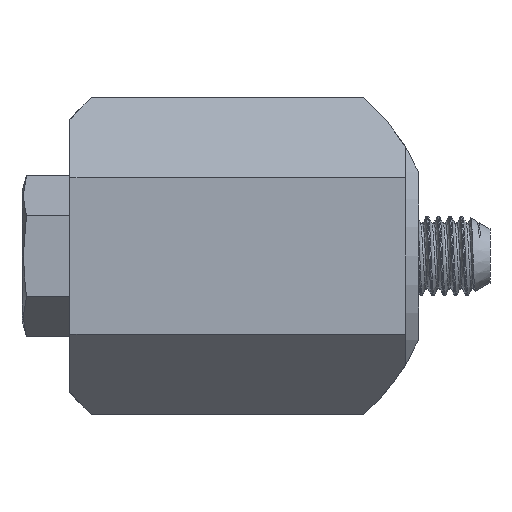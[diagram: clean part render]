
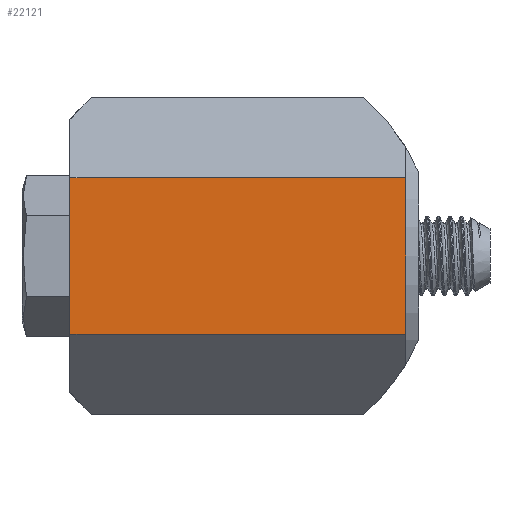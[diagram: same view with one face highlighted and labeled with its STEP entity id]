
A CAD part, left-side view. The second image highlights one B-rep face of the part: STEP entity #22121.
In plain terms, the highlighted planar face has unit normal (-1, 0, 0).
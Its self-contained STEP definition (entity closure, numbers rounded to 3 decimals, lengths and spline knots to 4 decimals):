
#465=PLANE('',#25540);
#3127=FACE_OUTER_BOUND('',#4599,.T.);
#4599=EDGE_LOOP('',(#19086,#19087,#19088,#19089));
#4821=LINE('',#55792,#5025);
#4824=LINE('',#55819,#5028);
#4825=LINE('',#55820,#5029);
#4826=LINE('',#55821,#5030);
#5025=VECTOR('',#32300,0.3937);
#5028=VECTOR('',#32331,0.3937);
#5029=VECTOR('',#32332,0.3937);
#5030=VECTOR('',#32333,0.3937);
#9051=VERTEX_POINT('',#55789);
#9052=VERTEX_POINT('',#55791);
#9061=VERTEX_POINT('',#55817);
#9062=VERTEX_POINT('',#55818);
#12258=EDGE_CURVE('',#9051,#9052,#4821,.T.);
#12268=EDGE_CURVE('',#9061,#9062,#4824,.T.);
#12269=EDGE_CURVE('',#9052,#9062,#4825,.T.);
#12270=EDGE_CURVE('',#9061,#9051,#4826,.T.);
#19086=ORIENTED_EDGE('',*,*,#12268,.T.);
#19087=ORIENTED_EDGE('',*,*,#12269,.F.);
#19088=ORIENTED_EDGE('',*,*,#12258,.F.);
#19089=ORIENTED_EDGE('',*,*,#12270,.F.);
#22121=ADVANCED_FACE('',(#3127),#465,.T.);
#25540=AXIS2_PLACEMENT_3D('',#55816,#32329,#32330);
#32300=DIRECTION('',(0.,0.,1.));
#32329=DIRECTION('center_axis',(-1.,0.,0.));
#32330=DIRECTION('ref_axis',(0.,0.,1.));
#32331=DIRECTION('',(0.,0.,1.));
#32332=DIRECTION('',(0.,-1.,0.));
#32333=DIRECTION('',(0.,1.,0.));
#55789=CARTESIAN_POINT('',(-0.971,1.09,-0.245));
#55791=CARTESIAN_POINT('',(-0.971,1.09,0.245));
#55792=CARTESIAN_POINT('',(-0.971,1.09,0.495));
#55816=CARTESIAN_POINT('Origin',(-0.971,0.,-0.495));
#55817=CARTESIAN_POINT('',(-0.971,0.04,-0.245));
#55818=CARTESIAN_POINT('',(-0.971,0.04,0.245));
#55819=CARTESIAN_POINT('',(-0.971,0.04,-0.2475));
#55820=CARTESIAN_POINT('',(-0.971,0.,0.245));
#55821=CARTESIAN_POINT('',(-0.971,0.,-0.245));
